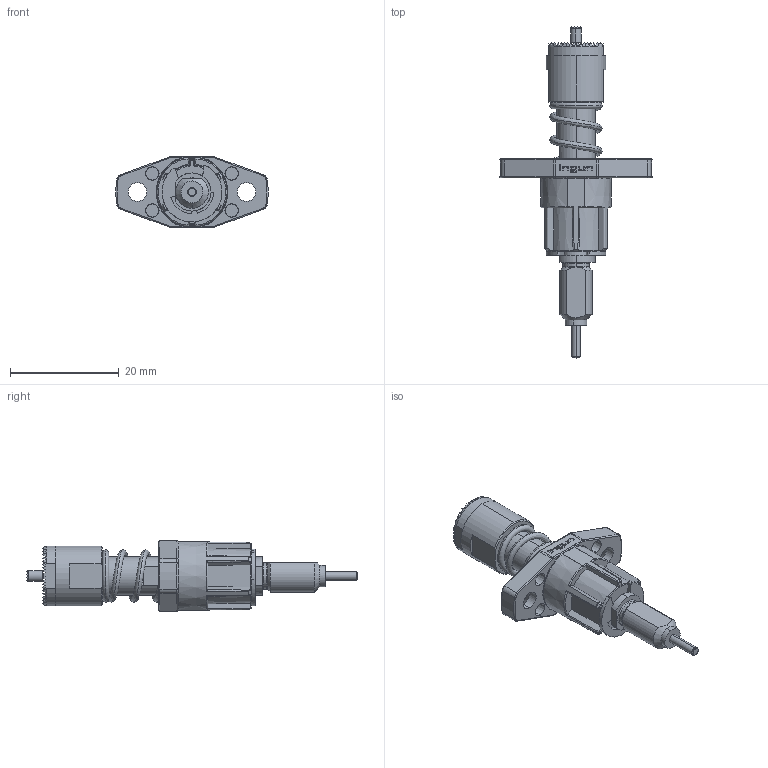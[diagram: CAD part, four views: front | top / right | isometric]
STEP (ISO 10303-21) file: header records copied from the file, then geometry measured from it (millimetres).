
FILE_DESCRIPTION (( 'STEP AP203' ), '1' );
FILE_NAME ('INGUN_BCP-693_360_1100_A_xx04-53.STEP', '2025-06-10T21:33:48', ( '' ), ( '' ), 'SwSTEP 2.0', 'SolidWorks 2023', '' );
FILE_SCHEMA (( 'CONFIG_CONTROL_DESIGN' ));
Length unit declared in the file: millimetre
Products named in the file (1): INGUN_BCP-693_360_1100_A_xx04-53
Bounding box: 27.95 x 61 x 13 mm (x, y, z)
Volume: 3858.1 mm3; surface area: 3627.8 mm2
Topology: 1 solids, 1 shells, 1444 faces, 2754 edges, 1328 vertices
Faces by surface type: plane 1148, cylinder 123, torus 57, cone 52, bspline 36, sphere 28
Entity records: 36386 total; most frequent: CARTESIAN_POINT 9071, DIRECTION 5626, ORIENTED_EDGE 5508, EDGE_CURVE 2754, VECTOR 1886, LINE 1886, AXIS2_PLACEMENT_3D 1870, EDGE_LOOP 1468
